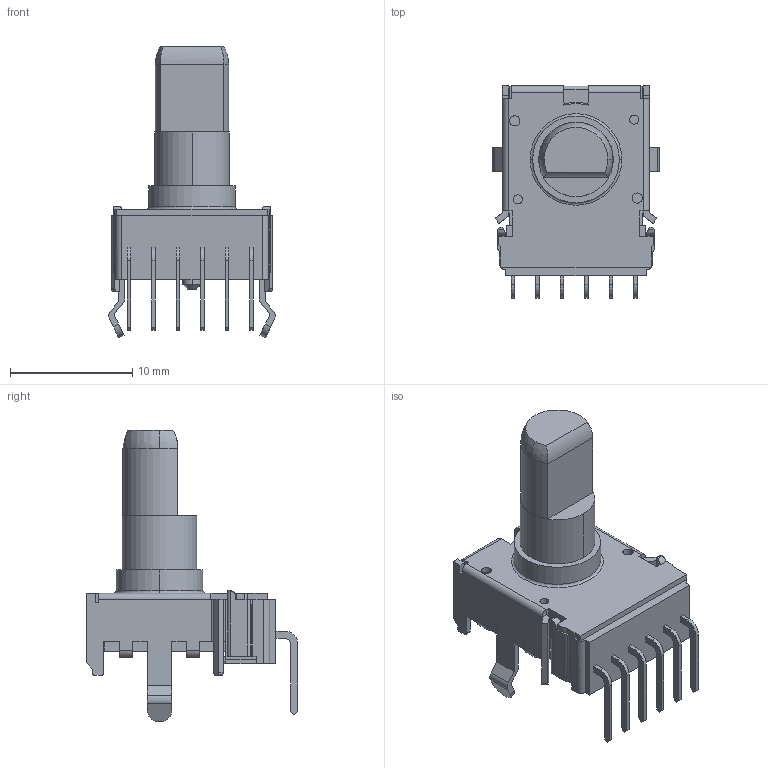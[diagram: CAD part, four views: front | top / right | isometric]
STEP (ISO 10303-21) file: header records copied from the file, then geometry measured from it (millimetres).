
FILE_DESCRIPTION (( 'STEP AP214' ), '1' );
FILE_NAME ('RK12L1230C0K.STEP', '2012-06-21T01:03:46', ( '' ), ( '' ), 'SwSTEP 2.0', 'SolidWorks 2010', '' );
FILE_SCHEMA (( 'AUTOMOTIVE_DESIGN' ));
Length unit declared in the file: millimetre
Products named in the file (1): RK12L1230C0K
Bounding box: 13.6 x 17.3 x 23.8 mm (x, y, z)
Volume: 1304.5 mm3; surface area: 1215.9 mm2
Topology: 1 solids, 1 shells, 429 faces, 1163 edges, 755 vertices
Faces by surface type: plane 328, cylinder 84, bspline 8, torus 4, sphere 3, cone 2
Entity records: 18354 total; most frequent: CARTESIAN_POINT 2786, ORIENTED_EDGE 2322, DIRECTION 2130, EDGE_CURVE 1161, LINE 932, VECTOR 932, VERTEX_POINT 754, AXIS2_PLACEMENT_3D 599
